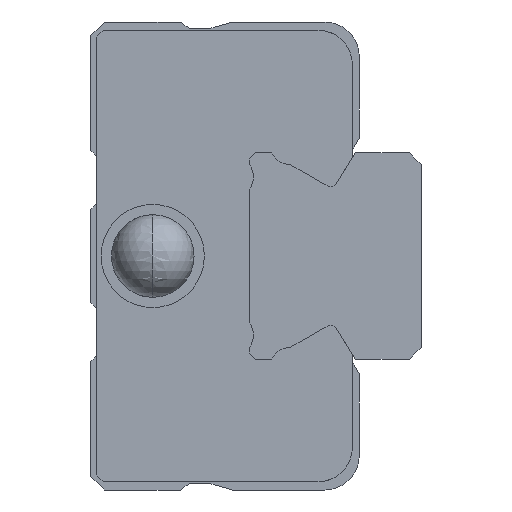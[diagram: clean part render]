
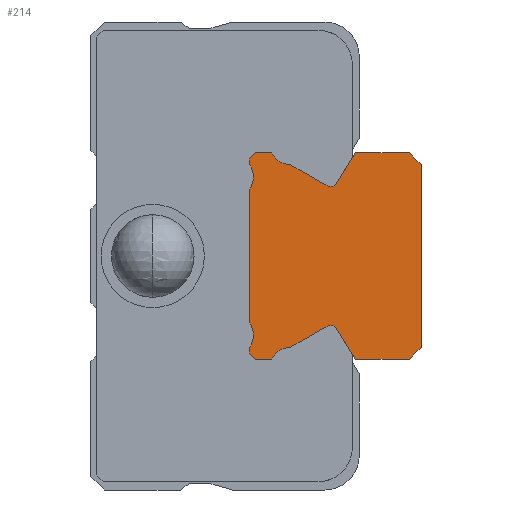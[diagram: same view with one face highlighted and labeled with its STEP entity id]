
A CAD part, left-side view. The second image highlights one B-rep face of the part: STEP entity #214.
In plain terms, the highlighted planar face has unit normal (-1, 0, 0).
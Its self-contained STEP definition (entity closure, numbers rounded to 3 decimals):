
#214 = ADVANCED_FACE( '', ( #447 ), #448, .F. );
#447 = FACE_OUTER_BOUND( '', #823, .T. );
#448 = PLANE( '', #824 );
#823 = EDGE_LOOP( '', ( #1436, #1437, #1438, #1439, #1440, #1441, #1442, #1443, #1444, #1445, #1446, #1447, #1448, #1449, #1450, #1451, #1452, #1453, #1454, #1455, #1456, #1457 ) );
#824 = AXIS2_PLACEMENT_3D( '', #1458, #1459, #1460 );
#1436 = ORIENTED_EDGE( '', *, *, #2659, .F. );
#1437 = ORIENTED_EDGE( '', *, *, #2596, .F. );
#1438 = ORIENTED_EDGE( '', *, *, #2600, .F. );
#1439 = ORIENTED_EDGE( '', *, *, #2603, .F. );
#1440 = ORIENTED_EDGE( '', *, *, #2606, .F. );
#1441 = ORIENTED_EDGE( '', *, *, #2609, .F. );
#1442 = ORIENTED_EDGE( '', *, *, #2612, .F. );
#1443 = ORIENTED_EDGE( '', *, *, #2615, .F. );
#1444 = ORIENTED_EDGE( '', *, *, #2618, .F. );
#1445 = ORIENTED_EDGE( '', *, *, #2621, .F. );
#1446 = ORIENTED_EDGE( '', *, *, #2624, .F. );
#1447 = ORIENTED_EDGE( '', *, *, #2627, .F. );
#1448 = ORIENTED_EDGE( '', *, *, #2630, .F. );
#1449 = ORIENTED_EDGE( '', *, *, #2633, .F. );
#1450 = ORIENTED_EDGE( '', *, *, #2636, .F. );
#1451 = ORIENTED_EDGE( '', *, *, #2639, .F. );
#1452 = ORIENTED_EDGE( '', *, *, #2642, .F. );
#1453 = ORIENTED_EDGE( '', *, *, #2645, .F. );
#1454 = ORIENTED_EDGE( '', *, *, #2648, .F. );
#1455 = ORIENTED_EDGE( '', *, *, #2651, .F. );
#1456 = ORIENTED_EDGE( '', *, *, #2654, .F. );
#1457 = ORIENTED_EDGE( '', *, *, #2657, .F. );
#1458 = CARTESIAN_POINT( '', ( -24., 0., 0. ) );
#1459 = DIRECTION( '', ( 1., 0., 0. ) );
#1460 = DIRECTION( '', ( 0., 0., -1. ) );
#2596 = EDGE_CURVE( '', #3086, #3088, #3089, .T. );
#2600 = EDGE_CURVE( '', #3093, #3086, #3095, .T. );
#2603 = EDGE_CURVE( '', #3098, #3093, #3100, .T. );
#2606 = EDGE_CURVE( '', #3103, #3098, #3105, .T. );
#2609 = EDGE_CURVE( '', #3108, #3103, #3110, .T. );
#2612 = EDGE_CURVE( '', #3113, #3108, #3115, .T. );
#2615 = EDGE_CURVE( '', #3118, #3113, #3120, .T. );
#2618 = EDGE_CURVE( '', #3123, #3118, #3125, .T. );
#2621 = EDGE_CURVE( '', #3128, #3123, #3130, .T. );
#2624 = EDGE_CURVE( '', #3133, #3128, #3135, .T. );
#2627 = EDGE_CURVE( '', #3138, #3133, #3140, .T. );
#2630 = EDGE_CURVE( '', #3143, #3138, #3145, .T. );
#2633 = EDGE_CURVE( '', #3148, #3143, #3150, .T. );
#2636 = EDGE_CURVE( '', #3153, #3148, #3155, .T. );
#2639 = EDGE_CURVE( '', #3158, #3153, #3160, .T. );
#2642 = EDGE_CURVE( '', #3163, #3158, #3165, .T. );
#2645 = EDGE_CURVE( '', #3168, #3163, #3170, .T. );
#2648 = EDGE_CURVE( '', #3173, #3168, #3175, .T. );
#2651 = EDGE_CURVE( '', #3178, #3173, #3180, .T. );
#2654 = EDGE_CURVE( '', #3183, #3178, #3185, .T. );
#2657 = EDGE_CURVE( '', #3188, #3183, #3190, .T. );
#2659 = EDGE_CURVE( '', #3088, #3188, #3192, .T. );
#3086 = VERTEX_POINT( '', #3860 );
#3088 = VERTEX_POINT( '', #3863 );
#3089 = LINE( '', #3864, #3865 );
#3093 = VERTEX_POINT( '', #3871 );
#3095 = LINE( '', #3874, #3875 );
#3098 = VERTEX_POINT( '', #3878 );
#3100 = CIRCLE( '', #3881, 0.7 );
#3103 = VERTEX_POINT( '', #3885 );
#3105 = LINE( '', #3888, #3889 );
#3108 = VERTEX_POINT( '', #3892 );
#3110 = CIRCLE( '', #3895, 1.45 );
#3113 = VERTEX_POINT( '', #3899 );
#3115 = LINE( '', #3902, #3903 );
#3118 = VERTEX_POINT( '', #3907 );
#3120 = LINE( '', #3910, #3911 );
#3123 = VERTEX_POINT( '', #3915 );
#3125 = LINE( '', #3918, #3919 );
#3128 = VERTEX_POINT( '', #3922 );
#3130 = CIRCLE( '', #3925, 1.45 );
#3133 = VERTEX_POINT( '', #3929 );
#3135 = LINE( '', #3932, #3933 );
#3138 = VERTEX_POINT( '', #3936 );
#3140 = CIRCLE( '', #3939, 1.45 );
#3143 = VERTEX_POINT( '', #3943 );
#3145 = LINE( '', #3946, #3947 );
#3148 = VERTEX_POINT( '', #3951 );
#3150 = LINE( '', #3954, #3955 );
#3153 = VERTEX_POINT( '', #3959 );
#3155 = LINE( '', #3962, #3963 );
#3158 = VERTEX_POINT( '', #3966 );
#3160 = CIRCLE( '', #3969, 1.45 );
#3163 = VERTEX_POINT( '', #3973 );
#3165 = LINE( '', #3976, #3977 );
#3168 = VERTEX_POINT( '', #3980 );
#3170 = CIRCLE( '', #3983, 0.7 );
#3173 = VERTEX_POINT( '', #3987 );
#3175 = LINE( '', #3990, #3991 );
#3178 = VERTEX_POINT( '', #3995 );
#3180 = LINE( '', #3998, #3999 );
#3183 = VERTEX_POINT( '', #4003 );
#3185 = LINE( '', #4006, #4007 );
#3188 = VERTEX_POINT( '', #4011 );
#3190 = LINE( '', #4014, #4015 );
#3192 = LINE( '', #4018, #4019 );
#3860 = CARTESIAN_POINT( '', ( -24., 4.767, 7.5 ) );
#3863 = CARTESIAN_POINT( '', ( -24., 0.85, 7.5 ) );
#3864 = CARTESIAN_POINT( '', ( -24., 4.767, 7.5 ) );
#3865 = VECTOR( '', #4957, 1. );
#3871 = CARTESIAN_POINT( '', ( -24., 6.21, 5.16 ) );
#3874 = CARTESIAN_POINT( '', ( -24., 6.21, 5.16 ) );
#3875 = VECTOR( '', #4961, 1. );
#3878 = CARTESIAN_POINT( '', ( -24., 6.93, 5.16 ) );
#3881 = AXIS2_PLACEMENT_3D( '', #4966, #4967, #4968 );
#3885 = CARTESIAN_POINT( '', ( -24., 9.545, 6.657 ) );
#3888 = CARTESIAN_POINT( '', ( -24., 9.545, 6.657 ) );
#3889 = VECTOR( '', #4971, 1. );
#3892 = CARTESIAN_POINT( '', ( -24., 10.862, 7.5 ) );
#3895 = AXIS2_PLACEMENT_3D( '', #4976, #4977, #4978 );
#3899 = CARTESIAN_POINT( '', ( -24., 12.05, 7.5 ) );
#3902 = CARTESIAN_POINT( '', ( -24., 12.05, 7.5 ) );
#3903 = VECTOR( '', #4981, 1. );
#3907 = CARTESIAN_POINT( '', ( -24., 12.5, 7.05 ) );
#3910 = CARTESIAN_POINT( '', ( -24., 12.5, 7.05 ) );
#3911 = VECTOR( '', #4984, 1. );
#3915 = CARTESIAN_POINT( '', ( -24., 12.5, 6.666 ) );
#3918 = CARTESIAN_POINT( '', ( -24., 12.5, 6.666 ) );
#3919 = VECTOR( '', #4987, 1. );
#3922 = CARTESIAN_POINT( '', ( -24., 12.5, 4.844 ) );
#3925 = AXIS2_PLACEMENT_3D( '', #4992, #4993, #4994 );
#3929 = CARTESIAN_POINT( '', ( -24., 12.5, -4.844 ) );
#3932 = CARTESIAN_POINT( '', ( -24., 12.5, -4.844 ) );
#3933 = VECTOR( '', #4997, 1. );
#3936 = CARTESIAN_POINT( '', ( -24., 12.5, -6.666 ) );
#3939 = AXIS2_PLACEMENT_3D( '', #5002, #5003, #5004 );
#3943 = CARTESIAN_POINT( '', ( -24., 12.5, -7.05 ) );
#3946 = CARTESIAN_POINT( '', ( -24., 12.5, -7.05 ) );
#3947 = VECTOR( '', #5007, 1. );
#3951 = CARTESIAN_POINT( '', ( -24., 12.05, -7.5 ) );
#3954 = CARTESIAN_POINT( '', ( -24., 12.05, -7.5 ) );
#3955 = VECTOR( '', #5010, 1. );
#3959 = CARTESIAN_POINT( '', ( -24., 10.862, -7.5 ) );
#3962 = CARTESIAN_POINT( '', ( -24., 10.862, -7.5 ) );
#3963 = VECTOR( '', #5013, 1. );
#3966 = CARTESIAN_POINT( '', ( -24., 9.545, -6.657 ) );
#3969 = AXIS2_PLACEMENT_3D( '', #5018, #5019, #5020 );
#3973 = CARTESIAN_POINT( '', ( -24., 6.93, -5.16 ) );
#3976 = CARTESIAN_POINT( '', ( -24., 6.93, -5.16 ) );
#3977 = VECTOR( '', #5023, 1. );
#3980 = CARTESIAN_POINT( '', ( -24., 6.21, -5.16 ) );
#3983 = AXIS2_PLACEMENT_3D( '', #5028, #5029, #5030 );
#3987 = CARTESIAN_POINT( '', ( -24., 4.767, -7.5 ) );
#3990 = CARTESIAN_POINT( '', ( -24., 4.767, -7.5 ) );
#3991 = VECTOR( '', #5033, 1. );
#3995 = CARTESIAN_POINT( '', ( -24., 0.85, -7.5 ) );
#3998 = CARTESIAN_POINT( '', ( -24., 0.85, -7.5 ) );
#3999 = VECTOR( '', #5036, 1. );
#4003 = CARTESIAN_POINT( '', ( -24., 0., -6.65 ) );
#4006 = CARTESIAN_POINT( '', ( -24., 0., -6.65 ) );
#4007 = VECTOR( '', #5039, 1. );
#4011 = CARTESIAN_POINT( '', ( -24., 0., 6.65 ) );
#4014 = CARTESIAN_POINT( '', ( -24., 0., 6.65 ) );
#4015 = VECTOR( '', #5042, 1. );
#4018 = CARTESIAN_POINT( '', ( -24., 0.85, 7.5 ) );
#4019 = VECTOR( '', #5044, 1. );
#4957 = DIRECTION( '', ( 0., -1., 0. ) );
#4961 = DIRECTION( '', ( 0., -0.525, 0.851 ) );
#4966 = CARTESIAN_POINT( '', ( -24., 6.57, 5.76 ) );
#4967 = DIRECTION( '', ( -1., 0., 0. ) );
#4968 = DIRECTION( '', ( 0., 0.514, -0.858 ) );
#4971 = DIRECTION( '', ( 0., -0.868, -0.497 ) );
#4976 = CARTESIAN_POINT( '', ( -24., 9.545, 8.107 ) );
#4977 = DIRECTION( '', ( -1., 0., 0. ) );
#4978 = DIRECTION( '', ( 0., 0.908, -0.419 ) );
#4981 = DIRECTION( '', ( 0., -1., 0. ) );
#4984 = DIRECTION( '', ( 0., -0.707, 0.707 ) );
#4987 = DIRECTION( '', ( 0., 0., 1. ) );
#4992 = CARTESIAN_POINT( '', ( -24., 13.628, 5.755 ) );
#4993 = DIRECTION( '', ( -1., 0., 0. ) );
#4994 = DIRECTION( '', ( 0., -0.778, -0.628 ) );
#4997 = DIRECTION( '', ( 0., 0., 1. ) );
#5002 = CARTESIAN_POINT( '', ( -24., 13.628, -5.755 ) );
#5003 = DIRECTION( '', ( -1., 0., 0. ) );
#5004 = DIRECTION( '', ( 0., -0.778, -0.628 ) );
#5007 = DIRECTION( '', ( 0., 0., 1. ) );
#5010 = DIRECTION( '', ( 0., 0.707, 0.707 ) );
#5013 = DIRECTION( '', ( 0., 1., 0. ) );
#5018 = CARTESIAN_POINT( '', ( -24., 9.545, -8.107 ) );
#5019 = DIRECTION( '', ( -1., 0., 0. ) );
#5020 = DIRECTION( '', ( 0., 0., 1. ) );
#5023 = DIRECTION( '', ( 0., 0.868, -0.497 ) );
#5028 = CARTESIAN_POINT( '', ( -24., 6.57, -5.76 ) );
#5029 = DIRECTION( '', ( -1., 0., 0. ) );
#5030 = DIRECTION( '', ( 0., -0.514, 0.858 ) );
#5033 = DIRECTION( '', ( 0., 0.525, 0.851 ) );
#5036 = DIRECTION( '', ( 0., 1., 0. ) );
#5039 = DIRECTION( '', ( 0., 0.707, -0.707 ) );
#5042 = DIRECTION( '', ( 0., 0., -1. ) );
#5044 = DIRECTION( '', ( 0., -0.707, -0.707 ) );
